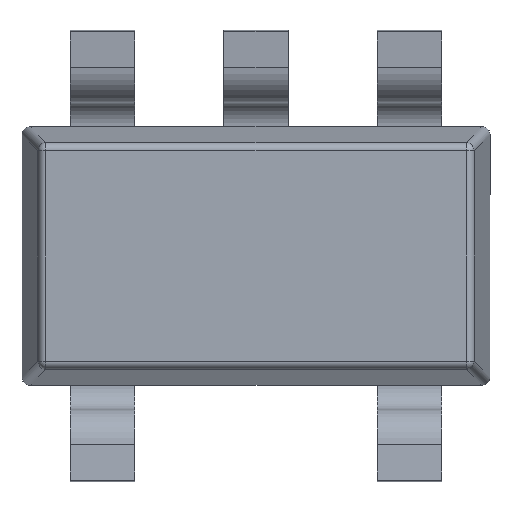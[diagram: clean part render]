
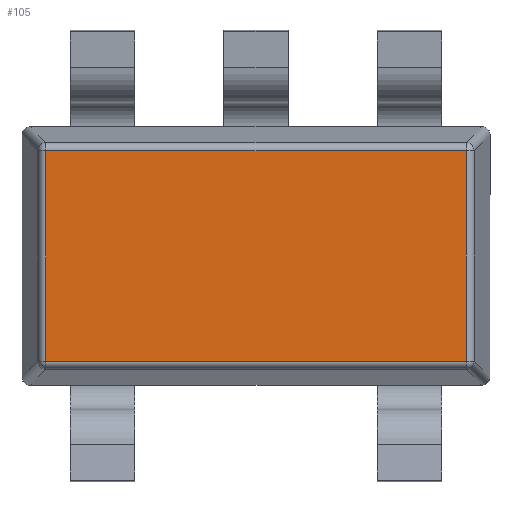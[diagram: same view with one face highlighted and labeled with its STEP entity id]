
A CAD part, front view. The second image highlights one B-rep face of the part: STEP entity #105.
In plain terms, the highlighted planar face has unit normal (0, -1, 0).
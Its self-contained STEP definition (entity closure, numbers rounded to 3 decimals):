
#20 = EDGE_CURVE ( 'NONE', #98, #2536, #2359, .T. ) ;
#98 = VERTEX_POINT ( 'NONE', #1882 ) ;
#105 = ADVANCED_FACE ( 'NONE', ( #3062 ), #1627, .T. ) ;
#157 = CARTESIAN_POINT ( 'NONE',  ( -1.302, 0.1, -0.652 ) ) ;
#388 = CARTESIAN_POINT ( 'NONE',  ( -1.344, 0.1, 0.652 ) ) ;
#458 = DIRECTION ( 'NONE',  ( 0., 0., -1. ) ) ;
#480 = VECTOR ( 'NONE', #1760, 1000. ) ;
#643 = VECTOR ( 'NONE', #727, 1000. ) ;
#727 = DIRECTION ( 'NONE',  ( 0., 0., 1. ) ) ;
#739 = ORIENTED_EDGE ( 'NONE', *, *, #1531, .T. ) ;
#740 = CARTESIAN_POINT ( 'NONE',  ( 1.302, 0.1, -0.652 ) ) ;
#962 = VERTEX_POINT ( 'NONE', #2965 ) ;
#967 = CARTESIAN_POINT ( 'NONE',  ( 1.302, 0.1, 0.694 ) ) ;
#1184 = AXIS2_PLACEMENT_3D ( 'NONE', #2069, #3037, #458 ) ;
#1218 = EDGE_CURVE ( 'NONE', #2536, #1417, #2300, .T. ) ;
#1268 = ORIENTED_EDGE ( 'NONE', *, *, #1218, .T. ) ;
#1275 = CARTESIAN_POINT ( 'NONE',  ( -1.302, 0.1, -0.694 ) ) ;
#1386 = EDGE_CURVE ( 'NONE', #1417, #962, #2655, .T. ) ;
#1417 = VERTEX_POINT ( 'NONE', #740 ) ;
#1531 = EDGE_CURVE ( 'NONE', #962, #98, #1962, .T. ) ;
#1627 = PLANE ( 'NONE',  #1184 ) ;
#1760 = DIRECTION ( 'NONE',  ( 0., 0., -1. ) ) ;
#1784 = DIRECTION ( 'NONE',  ( -1., 0., 0. ) ) ;
#1823 = VECTOR ( 'NONE', #2798, 1000. ) ;
#1882 = CARTESIAN_POINT ( 'NONE',  ( -1.302, 0.1, 0.652 ) ) ;
#1962 = LINE ( 'NONE', #388, #2523 ) ;
#1975 = ORIENTED_EDGE ( 'NONE', *, *, #1386, .T. ) ;
#2069 = CARTESIAN_POINT ( 'NONE',  ( 0., 0.1, 0. ) ) ;
#2201 = EDGE_LOOP ( 'NONE', ( #1268, #1975, #739, #2542 ) ) ;
#2300 = LINE ( 'NONE', #3034, #1823 ) ;
#2359 = LINE ( 'NONE', #1275, #480 ) ;
#2523 = VECTOR ( 'NONE', #1784, 1000. ) ;
#2536 = VERTEX_POINT ( 'NONE', #157 ) ;
#2542 = ORIENTED_EDGE ( 'NONE', *, *, #20, .T. ) ;
#2655 = LINE ( 'NONE', #967, #643 ) ;
#2798 = DIRECTION ( 'NONE',  ( 1., 0., 0. ) ) ;
#2965 = CARTESIAN_POINT ( 'NONE',  ( 1.302, 0.1, 0.652 ) ) ;
#3034 = CARTESIAN_POINT ( 'NONE',  ( 1.344, 0.1, -0.652 ) ) ;
#3037 = DIRECTION ( 'NONE',  ( 0., -1., 0. ) ) ;
#3062 = FACE_OUTER_BOUND ( 'NONE', #2201, .T. ) ;
